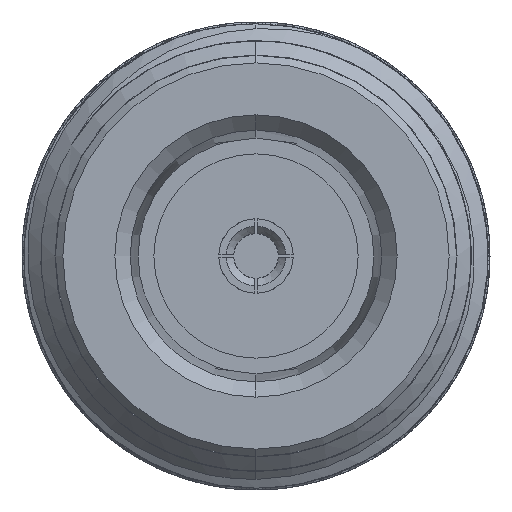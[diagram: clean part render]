
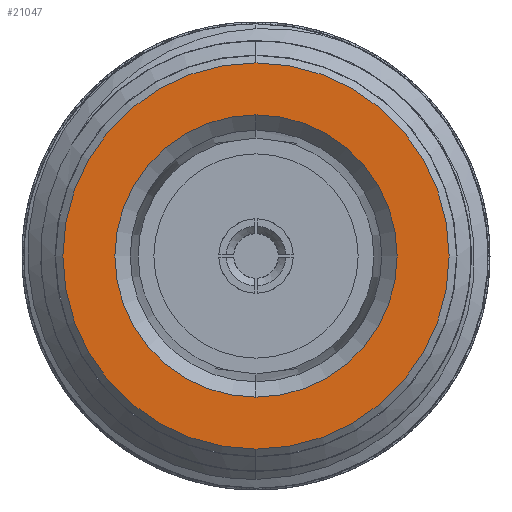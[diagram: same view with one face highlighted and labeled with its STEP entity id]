
A CAD part, left-side view. The second image highlights one B-rep face of the part: STEP entity #21047.
In plain terms, the highlighted planar face has unit normal (-1, 0, 0).
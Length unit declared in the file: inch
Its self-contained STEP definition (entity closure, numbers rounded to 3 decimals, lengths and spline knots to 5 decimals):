
#2427 = VERTEX_POINT ( 'NONE', #71026 ) ;
#14461 = AXIS2_PLACEMENT_3D ( 'NONE', #124254, #136654, #63051 ) ;
#14712 = VERTEX_POINT ( 'NONE', #141183 ) ;
#14760 = CARTESIAN_POINT ( 'NONE',  ( 0., 0., 0. ) ) ;
#21047 = ADVANCED_FACE ( 'NONE', ( #66635, #47316 ), #111926, .T. ) ;
#25682 = VERTEX_POINT ( 'NONE', #68353 ) ;
#30694 = DIRECTION ( 'NONE',  ( 1., 0., 0. ) ) ;
#31450 = CIRCLE ( 'NONE', #44521, 0.19 ) ;
#35330 = VERTEX_POINT ( 'NONE', #133507 ) ;
#36094 = CIRCLE ( 'NONE', #49347, 0.26 ) ;
#39033 = DIRECTION ( 'NONE',  ( -1., 0., 0. ) ) ;
#39177 = DIRECTION ( 'NONE',  ( 0., 0., 1. ) ) ;
#42057 = CARTESIAN_POINT ( 'NONE',  ( 0., 0., 0. ) ) ;
#44521 = AXIS2_PLACEMENT_3D ( 'NONE', #123621, #74851, #39177 ) ;
#44714 = CARTESIAN_POINT ( 'NONE',  ( 0., 0., 0. ) ) ;
#47316 = FACE_BOUND ( 'NONE', #159154, .T. ) ;
#49347 = AXIS2_PLACEMENT_3D ( 'NONE', #44714, #79277, #116798 ) ;
#56623 = AXIS2_PLACEMENT_3D ( 'NONE', #14760, #39033, #64365 ) ;
#63051 = DIRECTION ( 'NONE',  ( 0., 0., 1. ) ) ;
#64365 = DIRECTION ( 'NONE',  ( 0., 0., 1. ) ) ;
#66635 = FACE_OUTER_BOUND ( 'NONE', #148957, .T. ) ;
#68353 = CARTESIAN_POINT ( 'NONE',  ( 0., 0., -0.26 ) ) ;
#68896 = EDGE_CURVE ( 'NONE', #35330, #14712, #31450, .T. ) ;
#70618 = EDGE_CURVE ( 'NONE', #2427, #25682, #158210, .T. ) ;
#71026 = CARTESIAN_POINT ( 'NONE',  ( 0., 0., 0.26 ) ) ;
#74851 = DIRECTION ( 'NONE',  ( 1., 0., 0. ) ) ;
#79277 = DIRECTION ( 'NONE',  ( -1., 0., 0. ) ) ;
#83270 = ORIENTED_EDGE ( 'NONE', *, *, #70618, .T. ) ;
#85284 = ORIENTED_EDGE ( 'NONE', *, *, #120396, .T. ) ;
#94079 = AXIS2_PLACEMENT_3D ( 'NONE', #42057, #30694, #154901 ) ;
#111926 = PLANE ( 'NONE',  #14461 ) ;
#113075 = ORIENTED_EDGE ( 'NONE', *, *, #119352, .T. ) ;
#116798 = DIRECTION ( 'NONE',  ( 0., 0., 1. ) ) ;
#119352 = EDGE_CURVE ( 'NONE', #25682, #2427, #36094, .T. ) ;
#120396 = EDGE_CURVE ( 'NONE', #14712, #35330, #132253, .T. ) ;
#123621 = CARTESIAN_POINT ( 'NONE',  ( 0., 0., 0. ) ) ;
#124254 = CARTESIAN_POINT ( 'NONE',  ( 0., 0., 0. ) ) ;
#132253 = CIRCLE ( 'NONE', #94079, 0.19 ) ;
#133507 = CARTESIAN_POINT ( 'NONE',  ( 0., 0., 0.19 ) ) ;
#134643 = ORIENTED_EDGE ( 'NONE', *, *, #68896, .T. ) ;
#136654 = DIRECTION ( 'NONE',  ( -1., 0., 0. ) ) ;
#141183 = CARTESIAN_POINT ( 'NONE',  ( 0., 0., -0.19 ) ) ;
#148957 = EDGE_LOOP ( 'NONE', ( #113075, #83270 ) ) ;
#154901 = DIRECTION ( 'NONE',  ( 0., 0., 1. ) ) ;
#158210 = CIRCLE ( 'NONE', #56623, 0.26 ) ;
#159154 = EDGE_LOOP ( 'NONE', ( #134643, #85284 ) ) ;
